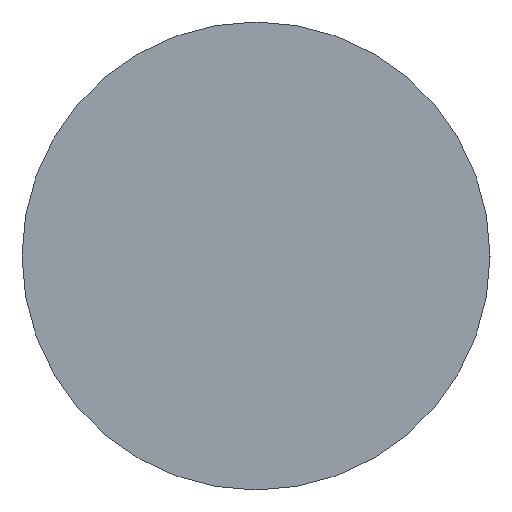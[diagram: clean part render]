
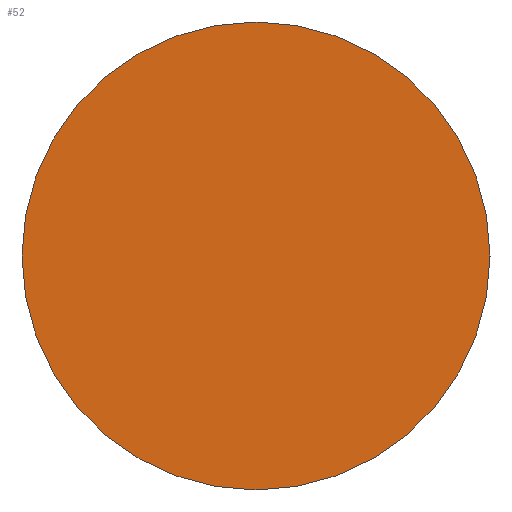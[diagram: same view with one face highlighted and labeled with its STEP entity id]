
A CAD part, left-side view. The second image highlights one B-rep face of the part: STEP entity #52.
In plain terms, the highlighted planar face has unit normal (-1, 0, 0).
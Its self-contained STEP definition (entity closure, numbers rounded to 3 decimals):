
#15=PLANE('',#79);
#18=FACE_OUTER_BOUND('',#21,.T.);
#21=EDGE_LOOP('',(#45,#46));
#26=CIRCLE('',#76,1.5);
#27=CIRCLE('',#77,1.5);
#30=VERTEX_POINT('',#103);
#31=VERTEX_POINT('',#105);
#35=EDGE_CURVE('',#30,#31,#26,.T.);
#36=EDGE_CURVE('',#31,#30,#27,.T.);
#45=ORIENTED_EDGE('',*,*,#36,.F.);
#46=ORIENTED_EDGE('',*,*,#35,.F.);
#52=ADVANCED_FACE('',(#18),#15,.F.);
#76=AXIS2_PLACEMENT_3D('',#106,#89,#90);
#77=AXIS2_PLACEMENT_3D('',#107,#91,#92);
#79=AXIS2_PLACEMENT_3D('',#109,#95,#96);
#89=DIRECTION('center_axis',(1.,0.,0.));
#90=DIRECTION('ref_axis',(0.,1.,0.));
#91=DIRECTION('center_axis',(1.,0.,0.));
#92=DIRECTION('ref_axis',(0.,1.,0.));
#95=DIRECTION('center_axis',(1.,0.,0.));
#96=DIRECTION('ref_axis',(0.,0.,-1.));
#103=CARTESIAN_POINT('',(0.,-1.5,0.));
#105=CARTESIAN_POINT('',(0.,1.5,0.));
#106=CARTESIAN_POINT('Origin',(0.,0.,0.));
#107=CARTESIAN_POINT('Origin',(0.,0.,0.));
#109=CARTESIAN_POINT('Origin',(0.,0.,0.));
